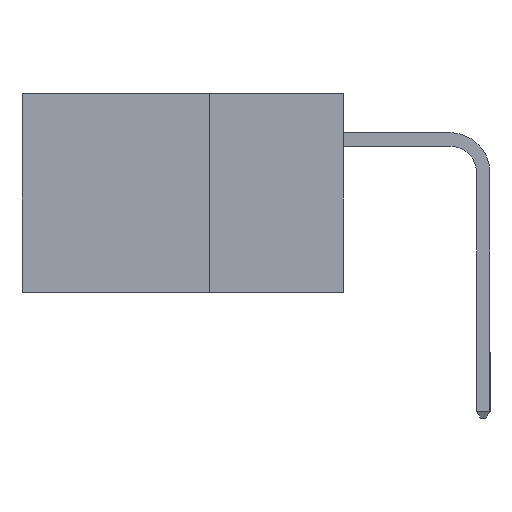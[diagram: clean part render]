
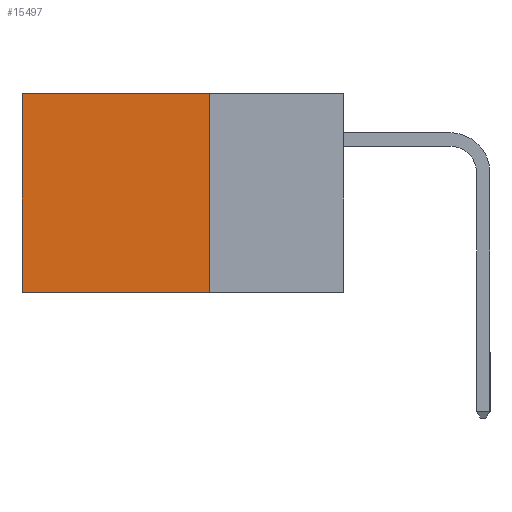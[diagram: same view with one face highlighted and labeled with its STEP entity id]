
A CAD part, left-side view. The second image highlights one B-rep face of the part: STEP entity #15497.
In plain terms, the highlighted planar face has unit normal (-1, 0, 0).
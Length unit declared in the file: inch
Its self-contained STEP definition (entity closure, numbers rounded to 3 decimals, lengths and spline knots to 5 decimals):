
#665 = ORIENTED_EDGE ( 'NONE', *, *, #7874, .T. ) ;
#739 = CARTESIAN_POINT ( 'NONE',  ( 0.2615, 0.25, -0.37 ) ) ;
#982 = CARTESIAN_POINT ( 'NONE',  ( 0.2615, 0.6, -0.37 ) ) ;
#1344 = LINE ( 'NONE', #19137, #21787 ) ;
#2248 = CARTESIAN_POINT ( 'NONE',  ( 0.2615, 0.6, -0.37 ) ) ;
#2364 = CARTESIAN_POINT ( 'NONE',  ( 0.2615, 0.25, -0.37 ) ) ;
#3332 = DIRECTION ( 'NONE',  ( 0., 1., 0. ) ) ;
#5741 = ORIENTED_EDGE ( 'NONE', *, *, #11125, .F. ) ;
#6282 = CARTESIAN_POINT ( 'NONE',  ( 0.2615, 0.25, -0.37 ) ) ;
#6302 = LINE ( 'NONE', #982, #11979 ) ;
#7859 = VERTEX_POINT ( 'NONE', #14441 ) ;
#7874 = EDGE_CURVE ( 'NONE', #16038, #7859, #1344, .T. ) ;
#7931 = LINE ( 'NONE', #739, #9506 ) ;
#8441 = VERTEX_POINT ( 'NONE', #2248 ) ;
#9426 = DIRECTION ( 'NONE',  ( 0., 0., -1. ) ) ;
#9506 = VECTOR ( 'NONE', #20293, 39.37008 ) ;
#9542 = DIRECTION ( 'NONE',  ( 1., 0., 0. ) ) ;
#11008 = CARTESIAN_POINT ( 'NONE',  ( 0.2615, 0.25, 0. ) ) ;
#11125 = EDGE_CURVE ( 'NONE', #16038, #21259, #14742, .T. ) ;
#11269 = PLANE ( 'NONE',  #15251 ) ;
#11792 = ORIENTED_EDGE ( 'NONE', *, *, #22387, .F. ) ;
#11979 = VECTOR ( 'NONE', #17056, 39.37008 ) ;
#13377 = DIRECTION ( 'NONE',  ( 0., 0., -1. ) ) ;
#14315 = ORIENTED_EDGE ( 'NONE', *, *, #16713, .T. ) ;
#14441 = CARTESIAN_POINT ( 'NONE',  ( 0.2615, 0.6, 0. ) ) ;
#14742 = LINE ( 'NONE', #2364, #22843 ) ;
#15251 = AXIS2_PLACEMENT_3D ( 'NONE', #6282, #9542, #13377 ) ;
#15497 = ADVANCED_FACE ( 'NONE', ( #22155 ), #11269, .F. ) ;
#16038 = VERTEX_POINT ( 'NONE', #11008 ) ;
#16713 = EDGE_CURVE ( 'NONE', #7859, #8441, #6302, .T. ) ;
#17056 = DIRECTION ( 'NONE',  ( 0., 0., -1. ) ) ;
#18878 = CARTESIAN_POINT ( 'NONE',  ( 0.2615, 0.25, -0.37 ) ) ;
#19137 = CARTESIAN_POINT ( 'NONE',  ( 0.2615, 0.25, 0. ) ) ;
#20293 = DIRECTION ( 'NONE',  ( 0., 1., 0. ) ) ;
#21109 = EDGE_LOOP ( 'NONE', ( #14315, #11792, #5741, #665 ) ) ;
#21259 = VERTEX_POINT ( 'NONE', #18878 ) ;
#21787 = VECTOR ( 'NONE', #3332, 39.37008 ) ;
#22155 = FACE_OUTER_BOUND ( 'NONE', #21109, .T. ) ;
#22387 = EDGE_CURVE ( 'NONE', #21259, #8441, #7931, .T. ) ;
#22843 = VECTOR ( 'NONE', #9426, 39.37008 ) ;
